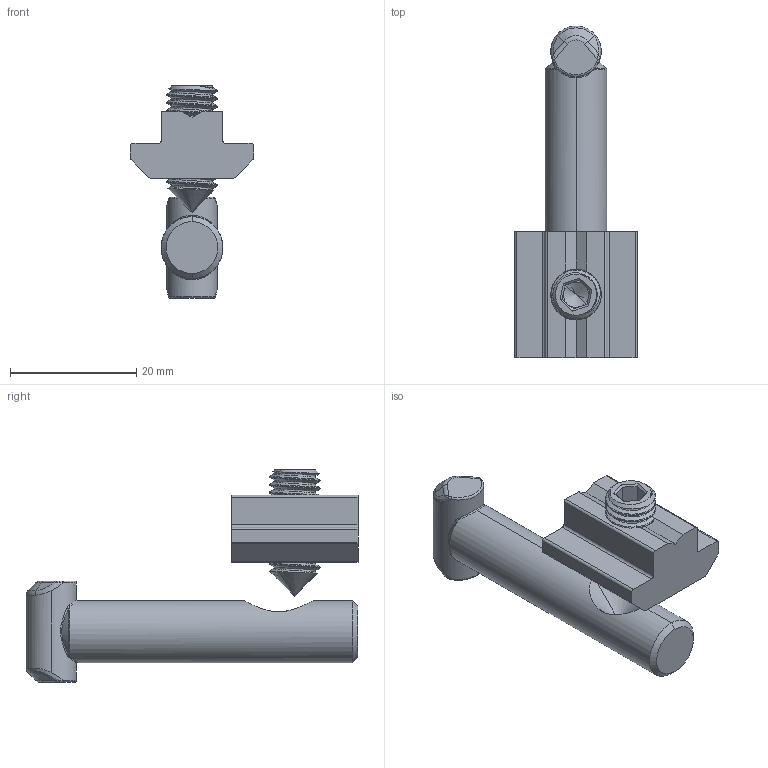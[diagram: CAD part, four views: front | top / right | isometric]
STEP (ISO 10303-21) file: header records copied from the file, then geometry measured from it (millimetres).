
FILE_DESCRIPTION (( 'STEP AP203' ), '1' );
FILE_NAME ('099BG10081090.STEP', '2016-05-17T14:16:40', ( '' ), ( '' ), 'SwSTEP 2.0', 'SolidWorks 2016', '' );
FILE_SCHEMA (( 'CONFIG_CONTROL_DESIGN' ));
Length unit declared in the file: millimetre
Products named in the file (4): 099BG10081090; 4ISO4027M0820M_4ISO4027M0820MS01; 099BG10081090R01_099_137866_00_R01; 096038_096038
Assembly tree (3 placements, depth 2):
  099BG10081090
    099BG10081090R01_099_137866_00_R01
    096038_096038
    4ISO4027M0820M_4ISO4027M0820MS01
Bounding box: 19.5 x 52.55 x 33.6 mm (x, y, z)
Volume: 7235.2 mm3; surface area: 4219.1 mm2
Topology: 3 solids, 3 shells, 111 faces, 278 edges, 164 vertices
Faces by surface type: plane 43, bspline 25, cylinder 20, cone 15, torus 8
Entity records: 15294 total; most frequent: CARTESIAN_POINT 12501, ORIENTED_EDGE 536, DIRECTION 457, EDGE_CURVE 268, AXIS2_PLACEMENT_3D 170, VERTEX_POINT 164, LINE 117, VECTOR 117
